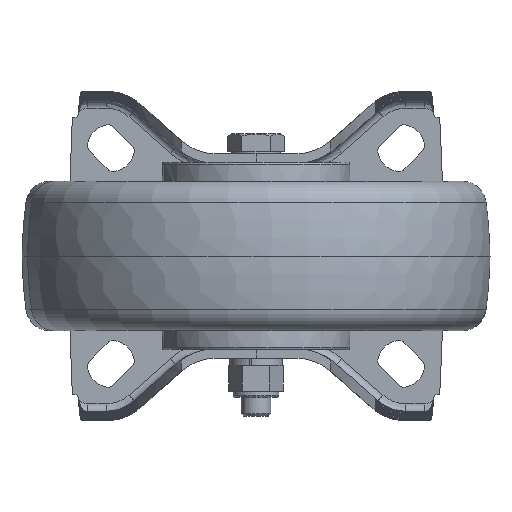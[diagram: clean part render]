
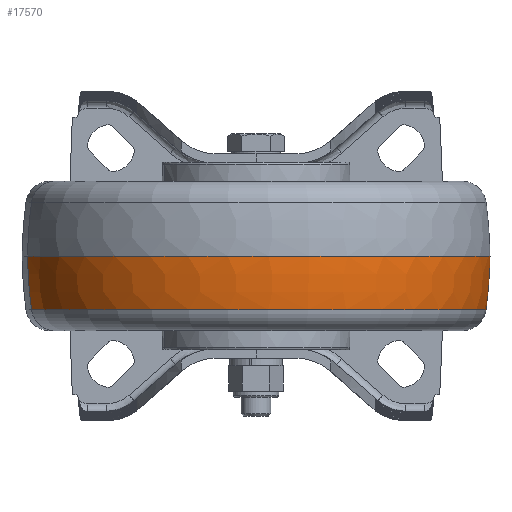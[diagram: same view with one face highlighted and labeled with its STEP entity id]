
A CAD part, front view. The second image highlights one B-rep face of the part: STEP entity #17570.
In plain terms, the highlighted toroidal (fillet/blend) face has major radius 37.5 mm and minor radius 100 mm.
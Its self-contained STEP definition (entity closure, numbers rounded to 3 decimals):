
#1837 = CARTESIAN_POINT ( 'NONE',  ( 36.537, -85.557, 0.056 ) ) ;
#1913 = EDGE_CURVE ( 'NONE', #60319, #53764, #12449, .T. ) ;
#2479 = CIRCLE ( 'NONE', #63911, 100. ) ;
#5089 = AXIS2_PLACEMENT_3D ( 'NONE', #37123, #42697, #9842 ) ;
#5835 = FACE_OUTER_BOUND ( 'NONE', #8525, .T. ) ;
#6519 = CIRCLE ( 'NONE', #23413, 62.5 ) ;
#6702 = DIRECTION ( 'NONE',  ( 0., 0., 1. ) ) ;
#8525 = EDGE_LOOP ( 'NONE', ( #38155, #57448, #70657, #70401 ) ) ;
#9831 = CARTESIAN_POINT ( 'NONE',  ( 60.895, -79.929, 0. ) ) ;
#9842 = DIRECTION ( 'NONE',  ( 0.974, 0.225, 0. ) ) ;
#12449 = CIRCLE ( 'NONE', #5089, 100. ) ;
#13221 = AXIS2_PLACEMENT_3D ( 'NONE', #18711, #57341, #30431 ) ;
#13341 = AXIS2_PLACEMENT_3D ( 'NONE', #54396, #6702, #39471 ) ;
#14733 = CARTESIAN_POINT ( 'NONE',  ( 59.878, -80.164, -14.359 ) ) ;
#17570 = ADVANCED_FACE ( 'NONE', ( #5835 ), #33138, .T. ) ;
#18711 = CARTESIAN_POINT ( 'NONE',  ( 0., -94., -14.359 ) ) ;
#23413 = AXIS2_PLACEMENT_3D ( 'NONE', #41123, #52176, #58389 ) ;
#30431 = DIRECTION ( 'NONE',  ( -0.974, -0.225, 0. ) ) ;
#33138 = TOROIDAL_SURFACE ( 'NONE', #13341, -37.5, 100. ) ;
#37123 = CARTESIAN_POINT ( 'NONE',  ( -36.537, -102.443, 0.056 ) ) ;
#38155 = ORIENTED_EDGE ( 'NONE', *, *, #40202, .F. ) ;
#38528 = VERTEX_POINT ( 'NONE', #41376 ) ;
#39471 = DIRECTION ( 'NONE',  ( -0.974, -0.225, 0. ) ) ;
#40202 = EDGE_CURVE ( 'NONE', #60319, #67140, #65522, .T. ) ;
#41123 = CARTESIAN_POINT ( 'NONE',  ( 0., -94., 0. ) ) ;
#41376 = CARTESIAN_POINT ( 'NONE',  ( -60.895, -108.071, 0. ) ) ;
#42263 = EDGE_CURVE ( 'NONE', #67140, #38528, #2479, .T. ) ;
#42697 = DIRECTION ( 'NONE',  ( 0.225, -0.974, 0. ) ) ;
#52176 = DIRECTION ( 'NONE',  ( 0., 0., -1. ) ) ;
#52658 = EDGE_CURVE ( 'NONE', #53764, #38528, #6519, .T. ) ;
#53764 = VERTEX_POINT ( 'NONE', #9831 ) ;
#54396 = CARTESIAN_POINT ( 'NONE',  ( 0., -94., 0.056 ) ) ;
#57341 = DIRECTION ( 'NONE',  ( 0., 0., -1. ) ) ;
#57448 = ORIENTED_EDGE ( 'NONE', *, *, #1913, .T. ) ;
#58389 = DIRECTION ( 'NONE',  ( -0.974, -0.225, 0. ) ) ;
#60319 = VERTEX_POINT ( 'NONE', #14733 ) ;
#62659 = DIRECTION ( 'NONE',  ( -0.225, 0.974, 0. ) ) ;
#63911 = AXIS2_PLACEMENT_3D ( 'NONE', #1837, #62659, #67497 ) ;
#65522 = CIRCLE ( 'NONE', #13221, 61.456 ) ;
#67140 = VERTEX_POINT ( 'NONE', #69869 ) ;
#67497 = DIRECTION ( 'NONE',  ( -0.974, -0.225, 0. ) ) ;
#69869 = CARTESIAN_POINT ( 'NONE',  ( -59.878, -107.836, -14.359 ) ) ;
#70401 = ORIENTED_EDGE ( 'NONE', *, *, #42263, .F. ) ;
#70657 = ORIENTED_EDGE ( 'NONE', *, *, #52658, .T. ) ;
